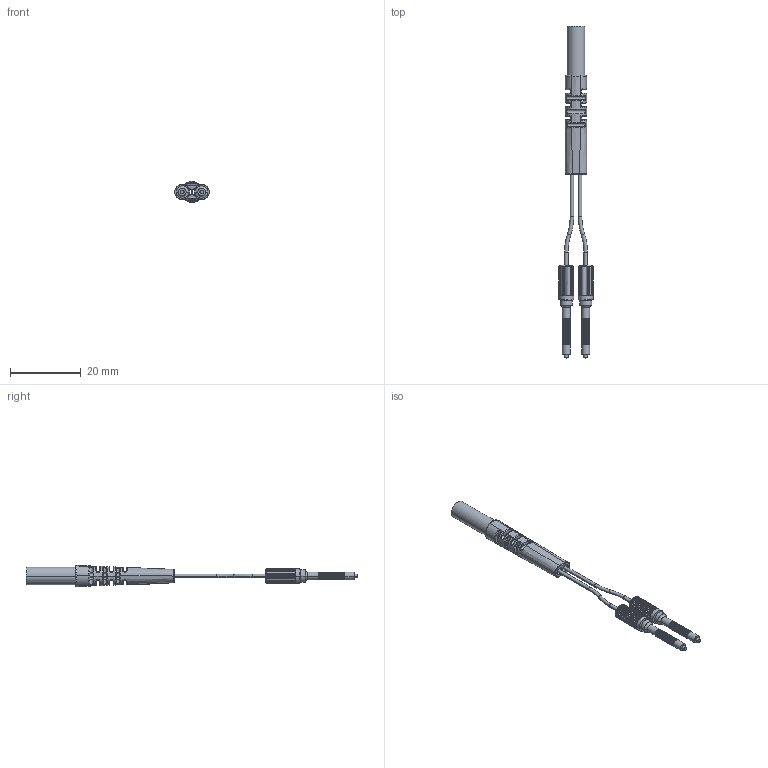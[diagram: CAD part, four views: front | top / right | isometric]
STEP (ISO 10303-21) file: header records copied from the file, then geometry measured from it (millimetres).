
FILE_DESCRIPTION((''),'2;1');
FILE_NAME('PRS5Y10Q_ASM','2020-06-05T15:32:46',('Administrator'),(''),'CREO PARAMETRIC BY PTC INC, 2018400','CREO PARAMETRIC BY PTC INC, 2018400','');
FILE_SCHEMA(('AUTOMOTIVE_DESIGN { 1 0 10303 214 1 1 1 1 }'));
Length unit declared in the file: millimetre
Products named in the file (6): 5MM-17_; PRM6_; 10XXX__; JW22_10__; 10XIAN__ASM; PRS5Y10Q_ASM
Assembly tree (6 placements, depth 3):
  PRS5Y10Q_ASM
    5MM-17_
    PRM6_
    10XIAN__ASM
      10XXX__
      JW22_10__  x2
Bounding box: 9.7 x 94 x 5.98 mm (x, y, z)
Volume: 1000.2 mm3; surface area: 2756.9 mm2
Topology: 6 solids, 6 shells, 994 faces, 2402 edges, 1428 vertices
Faces by surface type: cylinder 404, plane 246, torus 160, bspline 130, extrusion 46, cone 8
Entity records: 29208 total; most frequent: CARTESIAN_POINT 13244, ORIENTED_EDGE 3032, DIRECTION 2779, EDGE_CURVE 1516, AXIS2_PLACEMENT_3D 1219, VERTEX_POINT 906, CIRCLE 754, EDGE_LOOP 650
